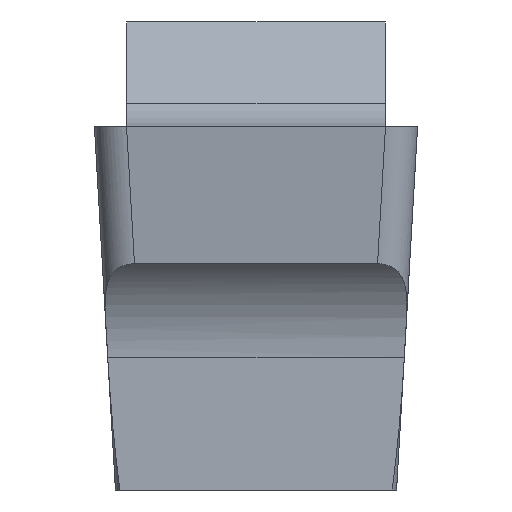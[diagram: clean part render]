
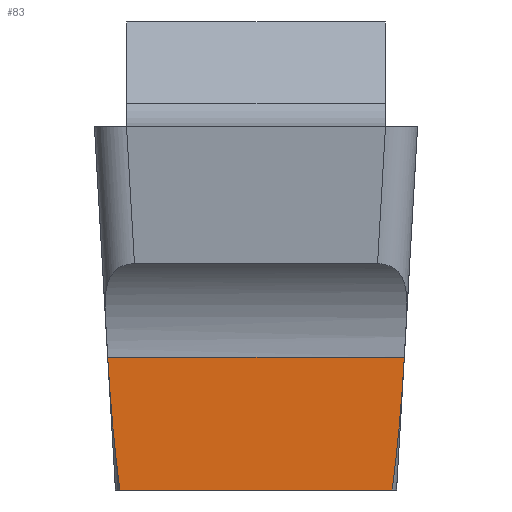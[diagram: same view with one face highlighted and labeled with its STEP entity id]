
A CAD part, front view. The second image highlights one B-rep face of the part: STEP entity #83.
In plain terms, the highlighted planar face has unit normal (0, -1, 0).
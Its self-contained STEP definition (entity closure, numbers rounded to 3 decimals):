
#83=ADVANCED_FACE('',(#135),#105,.T.);
#105=PLANE('',#708);
#135=FACE_OUTER_BOUND('',#167,.T.);
#167=EDGE_LOOP('',(#443,#444,#445,#446));
#175=LINE('',#909,#229);
#223=LINE('',#1248,#277);
#229=VECTOR('',#728,1.);
#277=VECTOR('',#850,1.);
#443=ORIENTED_EDGE('',*,*,#528,.F.);
#444=ORIENTED_EDGE('',*,*,#551,.F.);
#445=ORIENTED_EDGE('',*,*,#607,.T.);
#446=ORIENTED_EDGE('',*,*,#545,.F.);
#468=VERTEX_POINT('',#908);
#469=VERTEX_POINT('',#910);
#483=VERTEX_POINT('',#992);
#487=VERTEX_POINT('',#1044);
#528=EDGE_CURVE('',#468,#469,#175,.T.);
#545=EDGE_CURVE('',#469,#483,#617,.T.);
#551=EDGE_CURVE('',#487,#468,#619,.T.);
#607=EDGE_CURVE('',#487,#483,#223,.T.);
#617=ELLIPSE('',#679,3.288,0.4);
#619=ELLIPSE('',#682,3.288,0.4);
#679=AXIS2_PLACEMENT_3D('',#991,#752,#753);
#682=AXIS2_PLACEMENT_3D('',#1046,#760,#761);
#708=AXIS2_PLACEMENT_3D('',#1249,#851,#852);
#728=DIRECTION('',(-1.,0.,0.));
#752=DIRECTION('',(0.,1.,0.));
#753=DIRECTION('',(0.058,0.,-0.998));
#760=DIRECTION('',(0.,1.,0.));
#761=DIRECTION('',(-0.058,0.,-0.998));
#850=DIRECTION('',(-1.,0.,0.));
#851=DIRECTION('',(0.,-1.,0.));
#852=DIRECTION('',(0.,0.,-1.));
#908=CARTESIAN_POINT('',(1.686,0.35,-4.495));
#909=CARTESIAN_POINT('',(-1.6,0.35,-4.495));
#910=CARTESIAN_POINT('',(-1.686,0.35,-4.495));
#991=CARTESIAN_POINT('',(-1.436,0.35,-2.826));
#992=CARTESIAN_POINT('',(-1.835,0.35,-2.85));
#1044=CARTESIAN_POINT('',(1.835,0.35,-2.85));
#1046=CARTESIAN_POINT('',(1.436,0.35,-2.826));
#1248=CARTESIAN_POINT('',(10.,0.35,-2.85));
#1249=CARTESIAN_POINT('',(10.,0.35,-12.85));
